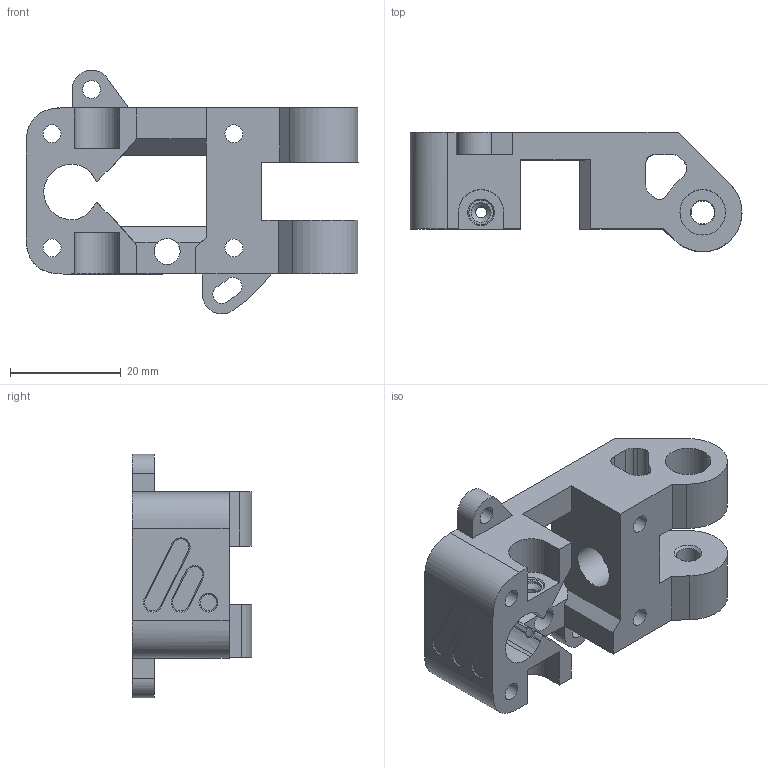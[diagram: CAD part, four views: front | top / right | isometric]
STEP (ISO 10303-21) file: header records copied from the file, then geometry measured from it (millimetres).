
FILE_DESCRIPTION(/* description */ ('STEP AP242','CAx-IF Rec.Pracs.---Representation and Presentation of Product Manufacturing Information (PMI)---4.0---2014-10-13','CAx-IF Rec.Pracs.---3D Tessellated Geometry---0.4---2014-09-14','2;1'),/* implementation_level */ '2;1');
FILE_NAME(/* name */ '634042b22e6ab355011b6ee3',/* time_stamp */ '2022-10-07T15:16:03+00:00',/* author */ (''),/* organization */ (''),/* preprocessor_version */ 'ST-DEVELOPER v18.102',/* originating_system */ ' ',/* authorisation */ ' ');
FILE_SCHEMA (('AP242_MANAGED_MODEL_BASED_3D_ENGINEERING_MIM_LF { 1 0 10303 442 1 1 4 }'));
Length unit declared in the file: metre
Products named in the file (1): Main_Body
Bounding box: 59.92 x 21.57 x 43.98 mm (x, y, z)
Volume: 15780.2 mm3; surface area: 9280 mm2
Topology: 1 solids, 2 shells, 182 faces, 505 edges, 330 vertices
Faces by surface type: plane 96, cylinder 55, cone 20, bspline 11
Full cylindrical faces by diameter (mm): 2 x2, 3.25 x5, 3.6 x2, 4.2 x2, 4.4 x1, 4.7 x3, 8 x1, 8.2 x1
Entity records: 5863 total; most frequent: CARTESIAN_POINT 1316, ORIENTED_EDGE 942, DIRECTION 891, EDGE_CURVE 471, VERTEX_POINT 322, AXIS2_PLACEMENT_3D 315, LINE 261, VECTOR 261
